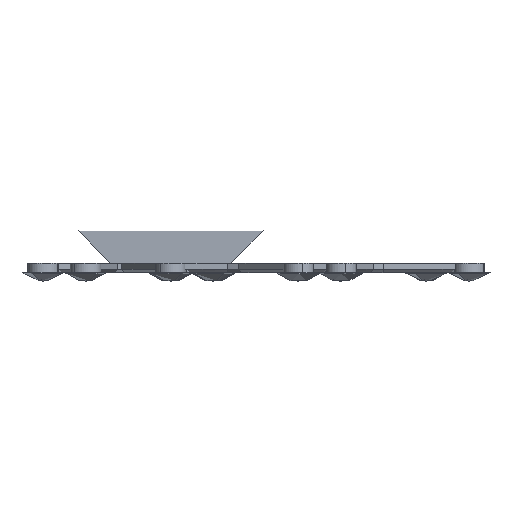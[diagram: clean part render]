
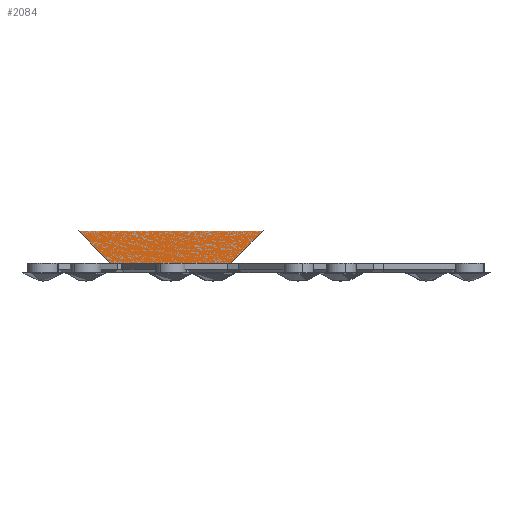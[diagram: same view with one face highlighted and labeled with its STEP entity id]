
A CAD part, left-side view. The second image highlights one B-rep face of the part: STEP entity #2084.
In plain terms, the highlighted free-form (B-spline) face has degree [2, 1] with [5, 2] control points.
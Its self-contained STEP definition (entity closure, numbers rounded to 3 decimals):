
#2084=ADVANCED_FACE('',(#2618),#8976,.T.);
#2618=FACE_OUTER_BOUND('',#3152,.T.);
#3152=EDGE_LOOP('',(#5790,#5791,#5792,#5793));
#5790=ORIENTED_EDGE('',*,*,#7440,.F.);
#5791=ORIENTED_EDGE('',*,*,#7443,.F.);
#5792=ORIENTED_EDGE('',*,*,#7438,.F.);
#5793=ORIENTED_EDGE('',*,*,#7442,.F.);
#7438=EDGE_CURVE('',#8654,#8655,#9832,.T.);
#7440=EDGE_CURVE('',#8656,#8657,#9834,.T.);
#7442=EDGE_CURVE('',#8657,#8654,#9836,.T.);
#7443=EDGE_CURVE('',#8655,#8656,#9837,.T.);
#8654=VERTEX_POINT('',#25619);
#8655=VERTEX_POINT('',#25620);
#8656=VERTEX_POINT('',#25621);
#8657=VERTEX_POINT('',#25622);
#8976=(
BOUNDED_SURFACE()
B_SPLINE_SURFACE(2,1,((#25599,#25600),(#25601,#25602),(#25603,#25604),(#25605,
#25606),(#25607,#25608)),.UNSPECIFIED.,.F.,.F.,.F.)
B_SPLINE_SURFACE_WITH_KNOTS((3,2,3),(2,2),(0.,213.751,427.501),
(113.844,174.948),.UNSPECIFIED.)
GEOMETRIC_REPRESENTATION_ITEM()
RATIONAL_B_SPLINE_SURFACE(((1.,1.),(0.707,0.707),
(1.,1.),(0.707,0.707),(1.,1.)))
REPRESENTATION_ITEM('')
SURFACE()
);
#9832=(
BOUNDED_CURVE()
B_SPLINE_CURVE(2,(#25555,#25556,#25557,#25558,#25559),.UNSPECIFIED.,.F.,
.F.)
B_SPLINE_CURVE_WITH_KNOTS((3,2,3),(0.,247.414,494.828),
.UNSPECIFIED.)
CURVE()
GEOMETRIC_REPRESENTATION_ITEM()
RATIONAL_B_SPLINE_CURVE((1.,0.707,1.,0.707,1.))
REPRESENTATION_ITEM('')
);
#9834=(
BOUNDED_CURVE()
B_SPLINE_CURVE(2,(#25565,#25566,#25567,#25568,#25569),.UNSPECIFIED.,.F.,
.F.)
B_SPLINE_CURVE_WITH_KNOTS((3,2,3),(0.,161.,322.),
.UNSPECIFIED.)
CURVE()
GEOMETRIC_REPRESENTATION_ITEM()
RATIONAL_B_SPLINE_CURVE((1.,0.707,1.,0.707,1.))
REPRESENTATION_ITEM('')
);
#9836=(
BOUNDED_CURVE()
B_SPLINE_CURVE(1,(#25575,#25576),.UNSPECIFIED.,.F.,.F.)
B_SPLINE_CURVE_WITH_KNOTS((2,2),(113.844,174.948),.UNSPECIFIED.)
CURVE()
GEOMETRIC_REPRESENTATION_ITEM()
RATIONAL_B_SPLINE_CURVE((1.,1.))
REPRESENTATION_ITEM('')
);
#9837=(
BOUNDED_CURVE()
B_SPLINE_CURVE(1,(#25577,#25578),.UNSPECIFIED.,.F.,.F.)
B_SPLINE_CURVE_WITH_KNOTS((2,2),(-174.948,-113.844),.UNSPECIFIED.)
CURVE()
GEOMETRIC_REPRESENTATION_ITEM()
RATIONAL_B_SPLINE_CURVE((1.,1.))
REPRESENTATION_ITEM('')
);
#25555=CARTESIAN_POINT('',(1.019,124.047,-0.1));
#25556=CARTESIAN_POINT('',(-122.681,125.389,-0.1));
#25557=CARTESIAN_POINT('',(-124.023,1.689,-0.1));
#25558=CARTESIAN_POINT('',(-125.366,-122.01,-0.1));
#25559=CARTESIAN_POINT('',(-1.666,-123.353,-0.1));
#25565=CARTESIAN_POINT('',(-1.197,-80.148,-43.307));
#25566=CARTESIAN_POINT('',(-81.692,-79.275,-43.307));
#25567=CARTESIAN_POINT('',(-80.819,1.22,-43.307));
#25568=CARTESIAN_POINT('',(-79.945,81.716,-43.307));
#25569=CARTESIAN_POINT('',(0.55,80.842,-43.307));
#25575=CARTESIAN_POINT('',(0.55,80.842,-43.307));
#25576=CARTESIAN_POINT('',(1.019,124.047,-0.1));
#25577=CARTESIAN_POINT('',(-1.666,-123.353,-0.1));
#25578=CARTESIAN_POINT('',(-1.197,-80.148,-43.307));
#25599=CARTESIAN_POINT('',(0.55,80.842,-43.307));
#25600=CARTESIAN_POINT('',(1.019,124.047,-0.1));
#25601=CARTESIAN_POINT('',(-79.945,81.716,-43.307));
#25602=CARTESIAN_POINT('',(-122.681,125.389,-0.1));
#25603=CARTESIAN_POINT('',(-80.819,1.22,-43.307));
#25604=CARTESIAN_POINT('',(-124.023,1.689,-0.1));
#25605=CARTESIAN_POINT('',(-81.692,-79.275,-43.307));
#25606=CARTESIAN_POINT('',(-125.366,-122.01,-0.1));
#25607=CARTESIAN_POINT('',(-1.197,-80.148,-43.307));
#25608=CARTESIAN_POINT('',(-1.666,-123.353,-0.1));
#25619=CARTESIAN_POINT('',(1.019,124.047,-0.1));
#25620=CARTESIAN_POINT('',(-1.666,-123.353,-0.1));
#25621=CARTESIAN_POINT('',(-1.197,-80.148,-43.307));
#25622=CARTESIAN_POINT('',(0.55,80.842,-43.307));
